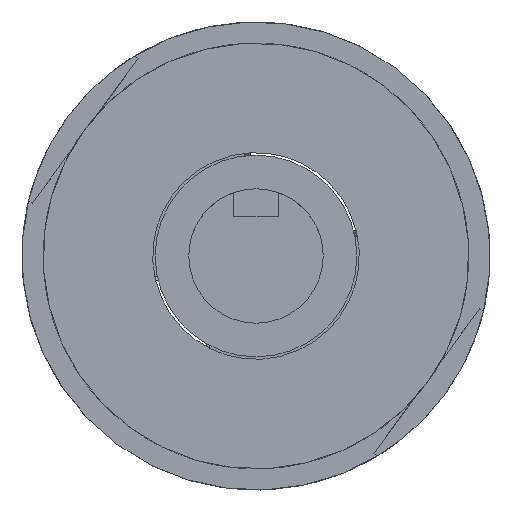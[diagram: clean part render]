
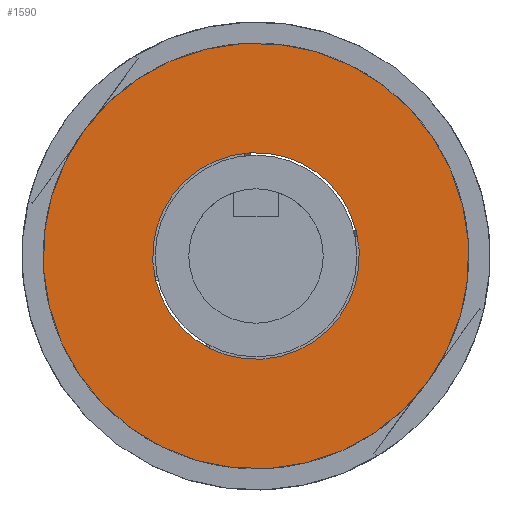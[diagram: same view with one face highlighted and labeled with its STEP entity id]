
A CAD part, front view. The second image highlights one B-rep face of the part: STEP entity #1590.
In plain terms, the highlighted planar face has unit normal (0, -1, 0).
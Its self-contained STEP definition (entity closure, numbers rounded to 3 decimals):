
#135 = CARTESIAN_POINT ( 'NONE',  ( -79.094, 2.054, -41.387 ) ) ;
#180 = CARTESIAN_POINT ( 'NONE',  ( -93.987, 2.054, -30.497 ) ) ;
#218 = AXIS2_PLACEMENT_3D ( 'NONE', #2483, #795, #1635 ) ;
#280 = EDGE_CURVE ( 'NONE', #1365, #2356, #1103, .T. ) ;
#341 = CIRCLE ( 'NONE', #218, 9.225 ) ;
#422 = DIRECTION ( 'NONE',  ( -0.807, 0., 0.59 ) ) ;
#432 = AXIS2_PLACEMENT_3D ( 'NONE', #2325, #2313, #422 ) ;
#451 = EDGE_LOOP ( 'NONE', ( #1196, #1646 ) ) ;
#510 = CARTESIAN_POINT ( 'NONE',  ( -86.541, 2.054, -35.942 ) ) ;
#795 = DIRECTION ( 'NONE',  ( 0., -1., 0. ) ) ;
#945 = DIRECTION ( 'NONE',  ( 0., -1., 0. ) ) ;
#980 = VERTEX_POINT ( 'NONE', #135 ) ;
#1035 = AXIS2_PLACEMENT_3D ( 'NONE', #1860, #2721, #1658 ) ;
#1103 = CIRCLE ( 'NONE', #1982, 19. ) ;
#1196 = ORIENTED_EDGE ( 'NONE', *, *, #2738, .T. ) ;
#1338 = CIRCLE ( 'NONE', #1035, 19. ) ;
#1341 = CIRCLE ( 'NONE', #2012, 9.225 ) ;
#1365 = VERTEX_POINT ( 'NONE', #1765 ) ;
#1373 = FACE_OUTER_BOUND ( 'NONE', #451, .T. ) ;
#1469 = EDGE_CURVE ( 'NONE', #980, #2212, #1341, .T. ) ;
#1572 = DIRECTION ( 'NONE',  ( 0.807, 0., -0.59 ) ) ;
#1590 = ADVANCED_FACE ( 'NONE', ( #2444, #1373 ), #2230, .F. ) ;
#1592 = ORIENTED_EDGE ( 'NONE', *, *, #2599, .F. ) ;
#1635 = DIRECTION ( 'NONE',  ( 0.807, 0., -0.59 ) ) ;
#1646 = ORIENTED_EDGE ( 'NONE', *, *, #280, .T. ) ;
#1650 = CARTESIAN_POINT ( 'NONE',  ( -71.203, 2.054, -47.157 ) ) ;
#1658 = DIRECTION ( 'NONE',  ( 0.807, 0., -0.59 ) ) ;
#1765 = CARTESIAN_POINT ( 'NONE',  ( -101.878, 2.054, -24.728 ) ) ;
#1860 = CARTESIAN_POINT ( 'NONE',  ( -86.541, 2.054, -35.942 ) ) ;
#1909 = DIRECTION ( 'NONE',  ( 0., -1., 0. ) ) ;
#1982 = AXIS2_PLACEMENT_3D ( 'NONE', #510, #1909, #2560 ) ;
#2012 = AXIS2_PLACEMENT_3D ( 'NONE', #2276, #945, #1572 ) ;
#2212 = VERTEX_POINT ( 'NONE', #180 ) ;
#2230 = PLANE ( 'NONE',  #432 ) ;
#2239 = EDGE_LOOP ( 'NONE', ( #2522, #1592 ) ) ;
#2276 = CARTESIAN_POINT ( 'NONE',  ( -86.541, 2.054, -35.942 ) ) ;
#2313 = DIRECTION ( 'NONE',  ( 0., 1., 0. ) ) ;
#2325 = CARTESIAN_POINT ( 'NONE',  ( -81.096, 2.054, -28.496 ) ) ;
#2356 = VERTEX_POINT ( 'NONE', #1650 ) ;
#2444 = FACE_BOUND ( 'NONE', #2239, .T. ) ;
#2483 = CARTESIAN_POINT ( 'NONE',  ( -86.541, 2.054, -35.942 ) ) ;
#2522 = ORIENTED_EDGE ( 'NONE', *, *, #1469, .F. ) ;
#2560 = DIRECTION ( 'NONE',  ( 0.807, 0., -0.59 ) ) ;
#2599 = EDGE_CURVE ( 'NONE', #2212, #980, #341, .T. ) ;
#2721 = DIRECTION ( 'NONE',  ( 0., -1., 0. ) ) ;
#2738 = EDGE_CURVE ( 'NONE', #2356, #1365, #1338, .T. ) ;
